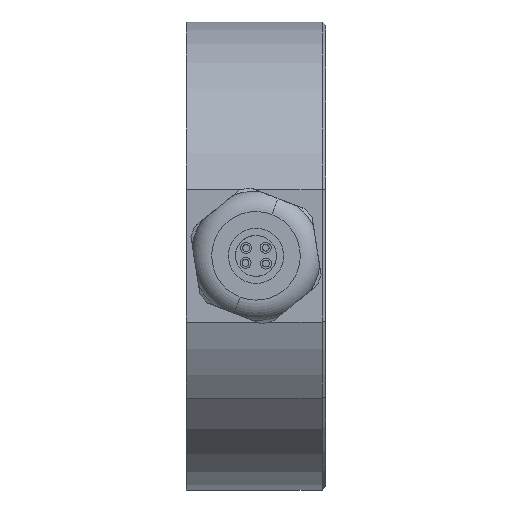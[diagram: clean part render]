
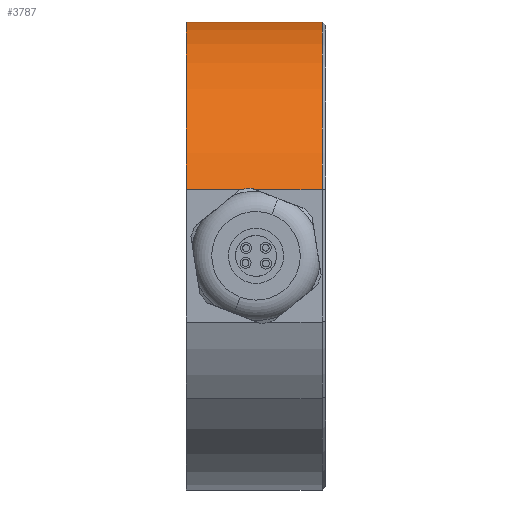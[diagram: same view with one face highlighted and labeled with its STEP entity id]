
A CAD part, front view. The second image highlights one B-rep face of the part: STEP entity #3787.
In plain terms, the highlighted cylindrical face has radius 34.4 mm (diameter 68.8 mm), a partial arc.
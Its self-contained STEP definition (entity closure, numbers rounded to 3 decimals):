
#219 = CARTESIAN_POINT ( 'NONE',  ( -0.5, 27.291, 20.941 ) ) ;
#230 = ORIENTED_EDGE ( 'NONE', *, *, #1151, .T. ) ;
#868 = CARTESIAN_POINT ( 'NONE',  ( -20.4, 0., 0. ) ) ;
#1151 = EDGE_CURVE ( 'NONE', #12119, #5995, #6251, .T. ) ;
#1924 = CARTESIAN_POINT ( 'NONE',  ( -20.4, 0., 0. ) ) ;
#2046 = CARTESIAN_POINT ( 'NONE',  ( -0.5, 0., 0. ) ) ;
#2359 = CARTESIAN_POINT ( 'NONE',  ( -20.4, -33., 9.714 ) ) ;
#2445 = VERTEX_POINT ( 'NONE', #6699 ) ;
#2527 = EDGE_CURVE ( 'NONE', #13015, #2445, #6422, .T. ) ;
#2859 = DIRECTION ( 'NONE',  ( -1., 0., 0. ) ) ;
#2941 = DIRECTION ( 'NONE',  ( 0., -0.793, -0.609 ) ) ;
#3301 = AXIS2_PLACEMENT_3D ( 'NONE', #868, #2859, #7964 ) ;
#3787 = ADVANCED_FACE ( 'NONE', ( #6213 ), #4932, .T. ) ;
#4932 = CYLINDRICAL_SURFACE ( 'NONE', #3301, 34.4 ) ;
#5207 = DIRECTION ( 'NONE',  ( -1., 0., 0. ) ) ;
#5995 = VERTEX_POINT ( 'NONE', #219 ) ;
#6213 = FACE_OUTER_BOUND ( 'NONE', #11289, .T. ) ;
#6251 = CIRCLE ( 'NONE', #11271, 34.4 ) ;
#6422 = CIRCLE ( 'NONE', #8888, 34.4 ) ;
#6554 = VECTOR ( 'NONE', #8711, 1000. ) ;
#6699 = CARTESIAN_POINT ( 'NONE',  ( -20.4, 27.291, 20.941 ) ) ;
#6706 = ORIENTED_EDGE ( 'NONE', *, *, #2527, .F. ) ;
#7169 = DIRECTION ( 'NONE',  ( 0., -0.793, -0.609 ) ) ;
#7708 = CARTESIAN_POINT ( 'NONE',  ( -20.4, -33., 9.714 ) ) ;
#7724 = VECTOR ( 'NONE', #5207, 1000. ) ;
#7964 = DIRECTION ( 'NONE',  ( 0., -0.793, -0.609 ) ) ;
#8711 = DIRECTION ( 'NONE',  ( 1., 0., 0. ) ) ;
#8820 = EDGE_CURVE ( 'NONE', #5995, #2445, #12411, .T. ) ;
#8823 = ORIENTED_EDGE ( 'NONE', *, *, #8820, .T. ) ;
#8888 = AXIS2_PLACEMENT_3D ( 'NONE', #1924, #9006, #2941 ) ;
#9006 = DIRECTION ( 'NONE',  ( -1., 0., 0. ) ) ;
#9466 = CARTESIAN_POINT ( 'NONE',  ( -0.5, -33., 9.714 ) ) ;
#9917 = DIRECTION ( 'NONE',  ( -1., 0., 0. ) ) ;
#10821 = EDGE_CURVE ( 'NONE', #13015, #12119, #11891, .T. ) ;
#11184 = ORIENTED_EDGE ( 'NONE', *, *, #10821, .T. ) ;
#11271 = AXIS2_PLACEMENT_3D ( 'NONE', #2046, #9917, #7169 ) ;
#11289 = EDGE_LOOP ( 'NONE', ( #230, #8823, #6706, #11184 ) ) ;
#11891 = LINE ( 'NONE', #7708, #6554 ) ;
#12119 = VERTEX_POINT ( 'NONE', #9466 ) ;
#12258 = CARTESIAN_POINT ( 'NONE',  ( -20.4, 27.291, 20.941 ) ) ;
#12411 = LINE ( 'NONE', #12258, #7724 ) ;
#13015 = VERTEX_POINT ( 'NONE', #2359 ) ;
